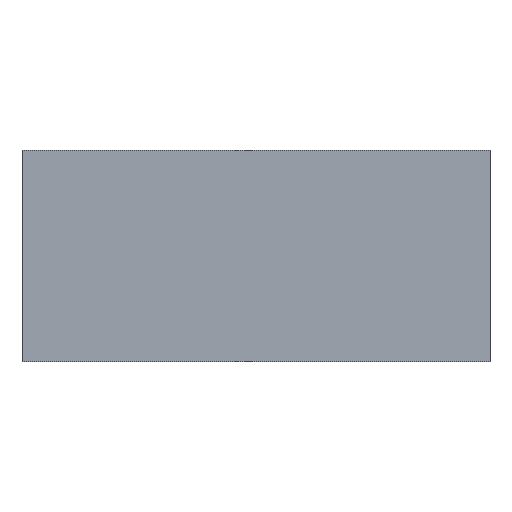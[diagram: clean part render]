
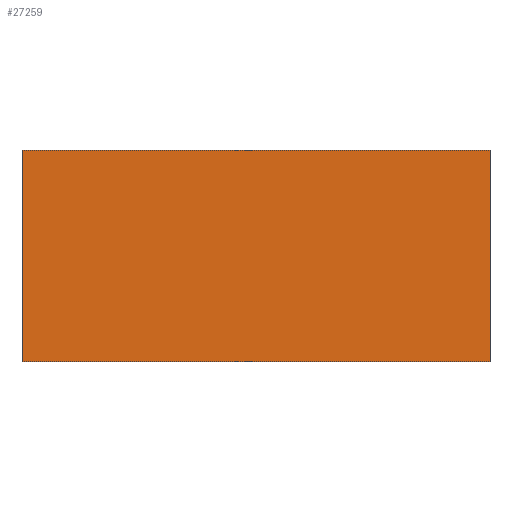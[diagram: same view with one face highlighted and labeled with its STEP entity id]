
A CAD part, top view. The second image highlights one B-rep face of the part: STEP entity #27259.
In plain terms, the highlighted planar face has unit normal (0, 0, 1).
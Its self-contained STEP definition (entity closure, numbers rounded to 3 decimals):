
#2695=FACE_OUTER_BOUND('',#4367,.T.);
#4367=EDGE_LOOP('',(#23559,#23560,#23561,#23562));
#7133=LINE('',#44495,#10195);
#7136=LINE('',#44501,#10198);
#7139=LINE('',#44507,#10201);
#7142=LINE('',#44511,#10204);
#10195=VECTOR('',#35553,10.);
#10198=VECTOR('',#35558,10.);
#10201=VECTOR('',#35563,10.);
#10204=VECTOR('',#35568,10.);
#12925=VERTEX_POINT('',#44492);
#12926=VERTEX_POINT('',#44494);
#12928=VERTEX_POINT('',#44500);
#12930=VERTEX_POINT('',#44506);
#16541=EDGE_CURVE('',#12926,#12925,#7133,.T.);
#16544=EDGE_CURVE('',#12928,#12926,#7136,.T.);
#16547=EDGE_CURVE('',#12930,#12928,#7139,.T.);
#16550=EDGE_CURVE('',#12925,#12930,#7142,.T.);
#23559=ORIENTED_EDGE('',*,*,#16550,.T.);
#23560=ORIENTED_EDGE('',*,*,#16547,.T.);
#23561=ORIENTED_EDGE('',*,*,#16544,.T.);
#23562=ORIENTED_EDGE('',*,*,#16541,.T.);
#25839=PLANE('',#29339);
#27259=ADVANCED_FACE('',(#2695),#25839,.T.);
#29339=AXIS2_PLACEMENT_3D('',#44512,#35569,#35570);
#35553=DIRECTION('',(0.,-1.,0.));
#35558=DIRECTION('',(-1.,0.,0.));
#35563=DIRECTION('',(0.,1.,0.));
#35568=DIRECTION('',(1.,0.,0.));
#35569=DIRECTION('center_axis',(0.,0.,1.));
#35570=DIRECTION('ref_axis',(1.,0.,0.));
#44492=CARTESIAN_POINT('',(-198.,-10.,29.5));
#44494=CARTESIAN_POINT('',(-198.,169.,29.5));
#44495=CARTESIAN_POINT('',(-198.,169.,29.5));
#44500=CARTESIAN_POINT('',(198.,169.,29.5));
#44501=CARTESIAN_POINT('',(198.,169.,29.5));
#44506=CARTESIAN_POINT('',(198.,-10.,29.5));
#44507=CARTESIAN_POINT('',(198.,-10.,29.5));
#44511=CARTESIAN_POINT('',(-198.,-10.,29.5));
#44512=CARTESIAN_POINT('Origin',(0.,79.5,29.5));
